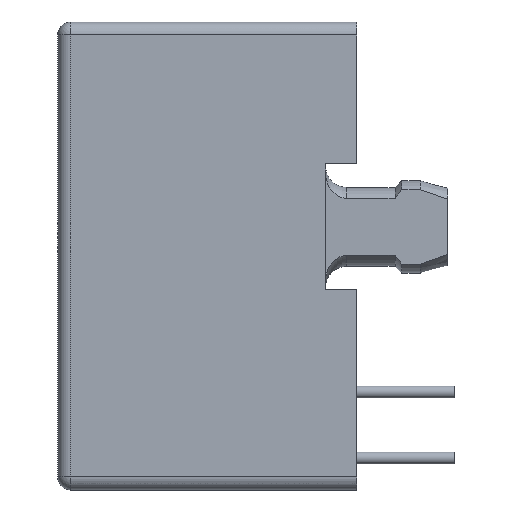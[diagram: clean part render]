
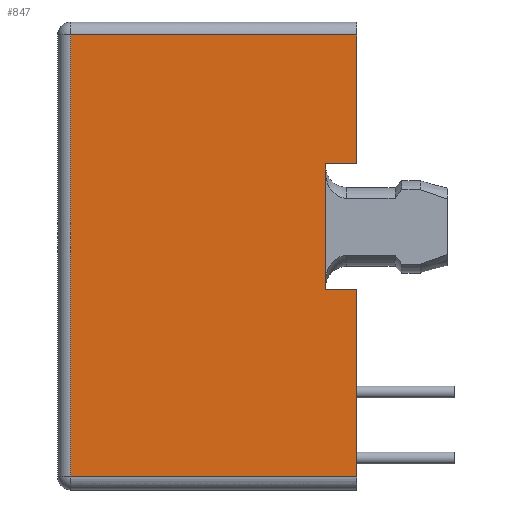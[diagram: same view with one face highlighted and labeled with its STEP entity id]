
A CAD part, left-side view. The second image highlights one B-rep face of the part: STEP entity #847.
In plain terms, the highlighted planar face has unit normal (-1, 0, 0).
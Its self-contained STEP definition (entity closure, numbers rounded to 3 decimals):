
#344=EDGE_CURVE('3865',#345,#347,#349,.T.);
#345=VERTEX_POINT('',#346);
#346=CARTESIAN_POINT('',(-6.6,0.0,-17.5));
#347=VERTEX_POINT('',#348);
#348=CARTESIAN_POINT('',(-6.6,11.0,-17.5));
#349=LINE('',#350,#351);
#350=CARTESIAN_POINT('',(-6.6,0.0,-17.5));
#351=VECTOR('',#352,1.0);
#352=DIRECTION('',(0.0,1.0,0.0));
#388=VERTEX_POINT('',#389);
#389=CARTESIAN_POINT('',(-6.6,0.0,-10.3));
#395=EDGE_CURVE('3871',#388,#345,#396,.F.);
#396=LINE('',#397,#398);
#397=CARTESIAN_POINT('',(-6.6,0.0,-17.5));
#398=VECTOR('',#399,1.0);
#399=DIRECTION('',(0.0,0.0,1.0));
#829=VERTEX_POINT('',#830);
#830=CARTESIAN_POINT('',(-6.6,1.2,-10.3));
#836=EDGE_CURVE('3753',#829,#388,#837,.F.);
#837=LINE('',#838,#839);
#838=CARTESIAN_POINT('',(-6.6,0.0,-10.3));
#839=VECTOR('',#840,1.0);
#840=DIRECTION('',(0.0,1.0,0.0));
#847=ADVANCED_FACE('3577',(#848),#891,.T.);
#848=FACE_BOUND('3577',#849,.T.);
#849=EDGE_LOOP('',(#850,#858,#859,#860,#861,#869,#877,#885));
#850=ORIENTED_EDGE('',*,*,#851,.T.);
#851=EDGE_CURVE('3896',#852,#347,#854,.F.);
#852=VERTEX_POINT('',#853);
#853=CARTESIAN_POINT('',(-6.6,11.0,-0.5));
#854=LINE('',#855,#856);
#855=CARTESIAN_POINT('',(-6.6,11.0,-17.5));
#856=VECTOR('',#857,1.0);
#857=DIRECTION('',(0.0,0.0,1.0));
#858=ORIENTED_EDGE('',*,*,#344,.F.);
#859=ORIENTED_EDGE('',*,*,#395,.F.);
#860=ORIENTED_EDGE('',*,*,#836,.F.);
#861=ORIENTED_EDGE('',*,*,#862,.T.);
#862=EDGE_CURVE('3914',#829,#863,#865,.T.);
#863=VERTEX_POINT('',#864);
#864=CARTESIAN_POINT('',(-6.6,1.2,-5.46));
#865=LINE('',#866,#867);
#866=CARTESIAN_POINT('',(-6.6,1.2,-10.3));
#867=VECTOR('',#868,1.0);
#868=DIRECTION('',(0.0,0.0,1.0));
#869=ORIENTED_EDGE('',*,*,#870,.T.);
#870=EDGE_CURVE('3754',#863,#871,#873,.F.);
#871=VERTEX_POINT('',#872);
#872=CARTESIAN_POINT('',(-6.6,0.0,-5.46));
#873=LINE('',#874,#875);
#874=CARTESIAN_POINT('',(-6.6,0.0,-5.46));
#875=VECTOR('',#876,1.0);
#876=DIRECTION('',(0.0,1.0,0.0));
#877=ORIENTED_EDGE('',*,*,#878,.T.);
#878=EDGE_CURVE('3872',#871,#879,#881,.T.);
#879=VERTEX_POINT('',#880);
#880=CARTESIAN_POINT('',(-6.6,0.0,-0.5));
#881=LINE('',#882,#883);
#882=CARTESIAN_POINT('',(-6.6,0.0,-5.46));
#883=VECTOR('',#884,1.0);
#884=DIRECTION('',(0.0,0.0,1.0));
#885=ORIENTED_EDGE('',*,*,#886,.T.);
#886=EDGE_CURVE('3894',#879,#852,#887,.F.);
#887=LINE('',#888,#889);
#888=CARTESIAN_POINT('',(-6.6,11.0,-0.5));
#889=VECTOR('',#890,1.0);
#890=DIRECTION('',(0.0,-1.0,0.0));
#891=PLANE('',#892);
#892=AXIS2_PLACEMENT_3D('',#893,#894,#895);
#893=CARTESIAN_POINT('',(-6.6,11.5,0.0));
#894=DIRECTION('',(-1.0,0.0,0.0));
#895=DIRECTION('',(0.0,-1.0,0.0));
